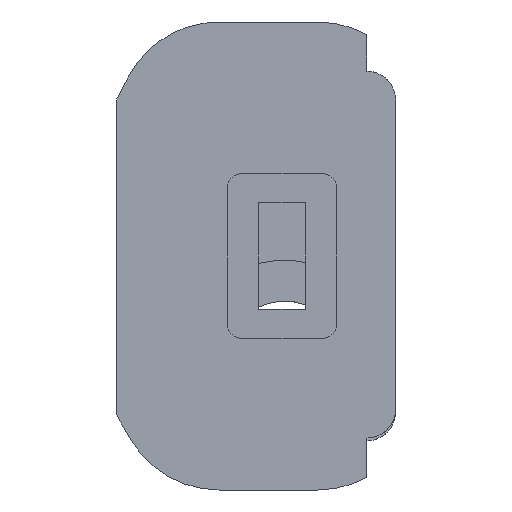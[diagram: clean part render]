
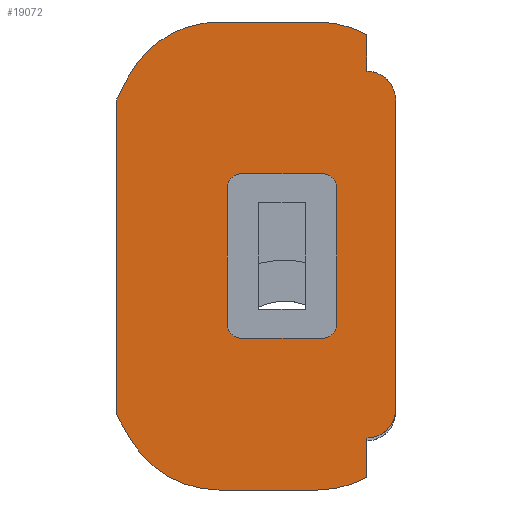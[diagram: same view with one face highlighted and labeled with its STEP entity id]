
A CAD part, left-side view. The second image highlights one B-rep face of the part: STEP entity #19072.
In plain terms, the highlighted planar face has unit normal (-1, 0, 0).
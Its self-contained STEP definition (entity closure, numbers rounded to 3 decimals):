
#763=FACE_BOUND('',#4268,.T.);
#2139=CIRCLE('',#19413,1.);
#2140=CIRCLE('',#19416,1.);
#2141=CIRCLE('',#19419,1.);
#2142=CIRCLE('',#19422,1.);
#2147=CIRCLE('',#19432,7.5);
#2149=CIRCLE('',#19438,7.5);
#2166=CIRCLE('',#19505,2.1);
#2168=CIRCLE('',#19508,7.5);
#2174=CIRCLE('',#19527,7.5);
#2175=CIRCLE('',#19528,2.1);
#3211=FACE_OUTER_BOUND('',#4267,.T.);
#4267=EDGE_LOOP('',(#17462,#17463,#17464,#17465,#17466,#17467,#17468,#17469,
#17470,#17471,#17472,#17473,#17474,#17475));
#4268=EDGE_LOOP('',(#17476,#17477,#17478,#17479,#17480,#17481,#17482,#17483));
#5408=LINE('',#38858,#6761);
#5411=LINE('',#38866,#6764);
#5414=LINE('',#38874,#6767);
#5417=LINE('',#38881,#6770);
#5420=LINE('',#38889,#6773);
#5426=LINE('',#38907,#6779);
#5430=LINE('',#38919,#6783);
#5433=LINE('',#38925,#6786);
#5436=LINE('',#38931,#6789);
#5439=LINE('',#38942,#6792);
#5574=LINE('',#39277,#6927);
#5575=LINE('',#39279,#6928);
#6761=VECTOR('',#21267,10.);
#6764=VECTOR('',#21276,10.);
#6767=VECTOR('',#21285,10.);
#6770=VECTOR('',#21294,10.);
#6773=VECTOR('',#21299,10.);
#6779=VECTOR('',#21315,10.);
#6783=VECTOR('',#21327,10.);
#6786=VECTOR('',#21332,10.);
#6789=VECTOR('',#21337,10.);
#6792=VECTOR('',#21348,10.);
#6927=VECTOR('',#21659,10.);
#6928=VECTOR('',#21662,10.);
#8887=VERTEX_POINT('',#38851);
#8888=VERTEX_POINT('',#38853);
#8889=VERTEX_POINT('',#38857);
#8890=VERTEX_POINT('',#38861);
#8891=VERTEX_POINT('',#38865);
#8892=VERTEX_POINT('',#38869);
#8893=VERTEX_POINT('',#38873);
#8894=VERTEX_POINT('',#38877);
#8897=VERTEX_POINT('',#38886);
#8898=VERTEX_POINT('',#38888);
#8903=VERTEX_POINT('',#38901);
#8905=VERTEX_POINT('',#38905);
#8907=VERTEX_POINT('',#38911);
#8909=VERTEX_POINT('',#38917);
#8911=VERTEX_POINT('',#38923);
#8913=VERTEX_POINT('',#38929);
#8915=VERTEX_POINT('',#38935);
#8917=VERTEX_POINT('',#38940);
#8995=VERTEX_POINT('',#39203);
#8997=VERTEX_POINT('',#39208);
#9020=VERTEX_POINT('',#39274);
#9021=VERTEX_POINT('',#39276);
#11673=EDGE_CURVE('',#8888,#8887,#2139,.T.);
#11675=EDGE_CURVE('',#8889,#8888,#5408,.T.);
#11677=EDGE_CURVE('',#8890,#8889,#2140,.T.);
#11679=EDGE_CURVE('',#8891,#8890,#5411,.T.);
#11681=EDGE_CURVE('',#8892,#8891,#2141,.T.);
#11683=EDGE_CURVE('',#8893,#8892,#5414,.T.);
#11685=EDGE_CURVE('',#8894,#8893,#2142,.T.);
#11687=EDGE_CURVE('',#8887,#8894,#5417,.T.);
#11690=EDGE_CURVE('',#8898,#8897,#5420,.T.);
#11699=EDGE_CURVE('',#8903,#8905,#5426,.T.);
#11702=EDGE_CURVE('',#8905,#8907,#2147,.T.);
#11705=EDGE_CURVE('',#8907,#8909,#5430,.T.);
#11708=EDGE_CURVE('',#8911,#8909,#5433,.T.);
#11711=EDGE_CURVE('',#8911,#8913,#5436,.T.);
#11714=EDGE_CURVE('',#8913,#8915,#2149,.T.);
#11716=EDGE_CURVE('',#8917,#8915,#5439,.T.);
#11847=EDGE_CURVE('',#8995,#8897,#2166,.T.);
#11850=EDGE_CURVE('',#8997,#8903,#2168,.T.);
#11881=EDGE_CURVE('',#8917,#9020,#2174,.T.);
#11882=EDGE_CURVE('',#9020,#9021,#5574,.T.);
#11883=EDGE_CURVE('',#8898,#9021,#2175,.T.);
#11884=EDGE_CURVE('',#8995,#8997,#5575,.T.);
#17462=ORIENTED_EDGE('',*,*,#11850,.T.);
#17463=ORIENTED_EDGE('',*,*,#11699,.T.);
#17464=ORIENTED_EDGE('',*,*,#11702,.T.);
#17465=ORIENTED_EDGE('',*,*,#11705,.T.);
#17466=ORIENTED_EDGE('',*,*,#11708,.F.);
#17467=ORIENTED_EDGE('',*,*,#11711,.T.);
#17468=ORIENTED_EDGE('',*,*,#11714,.T.);
#17469=ORIENTED_EDGE('',*,*,#11716,.F.);
#17470=ORIENTED_EDGE('',*,*,#11881,.T.);
#17471=ORIENTED_EDGE('',*,*,#11882,.T.);
#17472=ORIENTED_EDGE('',*,*,#11883,.F.);
#17473=ORIENTED_EDGE('',*,*,#11690,.T.);
#17474=ORIENTED_EDGE('',*,*,#11847,.F.);
#17475=ORIENTED_EDGE('',*,*,#11884,.T.);
#17476=ORIENTED_EDGE('',*,*,#11687,.T.);
#17477=ORIENTED_EDGE('',*,*,#11685,.T.);
#17478=ORIENTED_EDGE('',*,*,#11683,.T.);
#17479=ORIENTED_EDGE('',*,*,#11681,.T.);
#17480=ORIENTED_EDGE('',*,*,#11679,.T.);
#17481=ORIENTED_EDGE('',*,*,#11677,.T.);
#17482=ORIENTED_EDGE('',*,*,#11675,.T.);
#17483=ORIENTED_EDGE('',*,*,#11673,.T.);
#18072=PLANE('',#19526);
#19072=ADVANCED_FACE('',(#3211,#763),#18072,.T.);
#19413=AXIS2_PLACEMENT_3D('',#38854,#21262,#21263);
#19416=AXIS2_PLACEMENT_3D('',#38862,#21271,#21272);
#19419=AXIS2_PLACEMENT_3D('',#38870,#21280,#21281);
#19422=AXIS2_PLACEMENT_3D('',#38878,#21289,#21290);
#19432=AXIS2_PLACEMENT_3D('',#38913,#21321,#21322);
#19438=AXIS2_PLACEMENT_3D('',#38937,#21343,#21344);
#19505=AXIS2_PLACEMENT_3D('',#39205,#21590,#21591);
#19508=AXIS2_PLACEMENT_3D('',#39211,#21597,#21598);
#19526=AXIS2_PLACEMENT_3D('',#39273,#21655,#21656);
#19527=AXIS2_PLACEMENT_3D('',#39275,#21657,#21658);
#19528=AXIS2_PLACEMENT_3D('',#39278,#21660,#21661);
#21262=DIRECTION('center_axis',(1.,0.,0.));
#21263=DIRECTION('ref_axis',(0.,-1.,0.));
#21267=DIRECTION('',(0.,-1.,0.));
#21271=DIRECTION('center_axis',(1.,0.,0.));
#21272=DIRECTION('ref_axis',(0.,0.,1.));
#21276=DIRECTION('',(0.,0.,1.));
#21280=DIRECTION('center_axis',(1.,0.,0.));
#21281=DIRECTION('ref_axis',(0.,1.,0.));
#21285=DIRECTION('',(0.,1.,0.));
#21289=DIRECTION('center_axis',(1.,0.,0.));
#21290=DIRECTION('ref_axis',(0.,0.,-1.));
#21294=DIRECTION('',(0.,0.,-1.));
#21299=DIRECTION('',(0.,0.,1.));
#21315=DIRECTION('',(0.,1.,0.));
#21321=DIRECTION('center_axis',(-1.,0.,0.));
#21322=DIRECTION('ref_axis',(0.,0.,1.));
#21327=DIRECTION('',(0.,0.454,-0.891));
#21332=DIRECTION('',(0.,0.,1.));
#21337=DIRECTION('',(0.,-0.498,-0.867));
#21343=DIRECTION('center_axis',(-1.,0.,0.));
#21344=DIRECTION('ref_axis',(0.,1.,0.));
#21348=DIRECTION('',(0.,1.,0.));
#21590=DIRECTION('center_axis',(1.,0.,0.));
#21591=DIRECTION('ref_axis',(0.,-0.707,0.707));
#21597=DIRECTION('center_axis',(-1.,0.,0.));
#21598=DIRECTION('ref_axis',(0.,-1.,0.));
#21655=DIRECTION('center_axis',(-1.,0.,0.));
#21656=DIRECTION('ref_axis',(0.,0.,1.));
#21657=DIRECTION('center_axis',(-1.,0.,0.));
#21658=DIRECTION('ref_axis',(0.,0.,-1.));
#21659=DIRECTION('',(0.,0.,1.));
#21660=DIRECTION('center_axis',(1.,0.,0.));
#21661=DIRECTION('ref_axis',(0.,-0.707,-0.707));
#21662=DIRECTION('',(0.,0.,1.));
#38851=CARTESIAN_POINT('',(-3.1,4.3,5.));
#38853=CARTESIAN_POINT('',(-3.1,5.3,6.));
#38854=CARTESIAN_POINT('Origin',(-3.1,5.3,5.));
#38857=CARTESIAN_POINT('',(-3.1,11.3,6.));
#38858=CARTESIAN_POINT('',(-3.1,5.65,6.));
#38861=CARTESIAN_POINT('',(-3.1,12.3,5.));
#38862=CARTESIAN_POINT('Origin',(-3.1,11.3,5.));
#38865=CARTESIAN_POINT('',(-3.1,12.3,-5.));
#38866=CARTESIAN_POINT('',(-3.1,12.3,-11.05));
#38869=CARTESIAN_POINT('',(-3.1,11.3,-6.));
#38870=CARTESIAN_POINT('Origin',(-3.1,11.3,-5.));
#38873=CARTESIAN_POINT('',(-3.1,5.3,-6.));
#38874=CARTESIAN_POINT('',(-3.1,2.65,-6.));
#38877=CARTESIAN_POINT('',(-3.1,4.3,-5.));
#38878=CARTESIAN_POINT('Origin',(-3.1,5.3,-5.));
#38881=CARTESIAN_POINT('',(-3.1,4.3,-6.05));
#38886=CARTESIAN_POINT('',(-3.1,0.,11.4));
#38888=CARTESIAN_POINT('',(-3.1,0.,-11.2));
#38889=CARTESIAN_POINT('',(-3.1,0.,-17.1));
#38901=CARTESIAN_POINT('',(-3.1,5.7,17.1));
#38905=CARTESIAN_POINT('',(-3.1,12.9,17.1));
#38907=CARTESIAN_POINT('',(-3.1,0.,17.1));
#38911=CARTESIAN_POINT('',(-3.1,19.583,13.004));
#38913=CARTESIAN_POINT('Origin',(-3.1,12.9,9.6));
#38917=CARTESIAN_POINT('',(-3.1,20.4,11.4));
#38919=CARTESIAN_POINT('',(-3.1,23.653,5.012));
#38923=CARTESIAN_POINT('',(-3.1,20.4,-11.6));
#38925=CARTESIAN_POINT('',(-3.1,20.4,-8.55));
#38929=CARTESIAN_POINT('',(-3.1,19.404,-13.334));
#38931=CARTESIAN_POINT('',(-3.1,16.684,-18.073));
#38935=CARTESIAN_POINT('',(-3.1,12.9,-17.1));
#38937=CARTESIAN_POINT('Origin',(-3.1,12.9,-9.6));
#38940=CARTESIAN_POINT('',(-3.1,5.7,-17.1));
#38942=CARTESIAN_POINT('',(-3.1,18.6,-17.1));
#39203=CARTESIAN_POINT('',(-3.1,2.1,13.5));
#39205=CARTESIAN_POINT('Origin',(-3.1,2.1,11.4));
#39208=CARTESIAN_POINT('',(-3.1,2.1,16.18));
#39211=CARTESIAN_POINT('Origin',(-3.1,5.7,9.6));
#39273=CARTESIAN_POINT('Origin',(-3.1,0.,-17.1));
#39274=CARTESIAN_POINT('',(-3.1,2.1,-16.18));
#39275=CARTESIAN_POINT('Origin',(-3.1,5.7,-9.6));
#39276=CARTESIAN_POINT('',(-3.1,2.1,-13.3));
#39277=CARTESIAN_POINT('',(-3.1,2.1,-16.575));
#39278=CARTESIAN_POINT('Origin',(-3.1,2.1,-11.2));
#39279=CARTESIAN_POINT('',(-3.1,2.1,-0.525));
